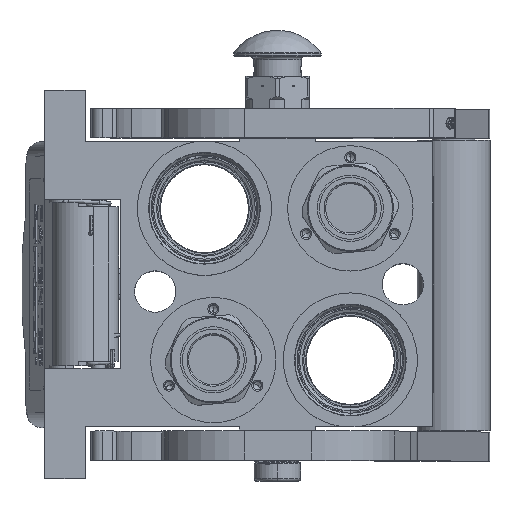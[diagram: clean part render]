
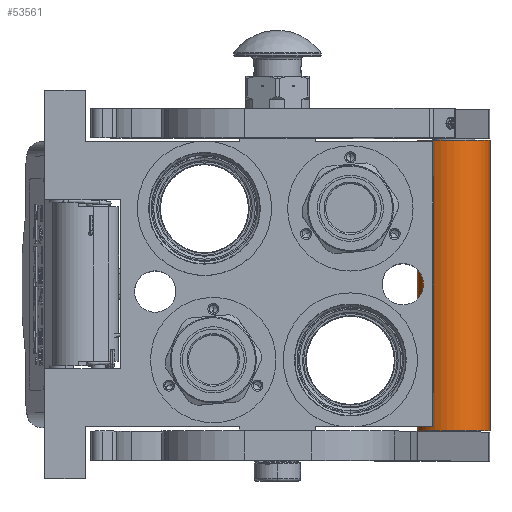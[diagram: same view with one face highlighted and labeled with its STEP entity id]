
A CAD part, top view. The second image highlights one B-rep face of the part: STEP entity #53561.
In plain terms, the highlighted cylindrical face has radius 12.5 mm (diameter 25 mm), a partial arc.
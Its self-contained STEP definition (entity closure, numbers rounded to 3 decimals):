
#413 = DIRECTION ( 'NONE',  ( -1., 0., 0. ) ) ;
#1127 = ORIENTED_EDGE ( 'NONE', *, *, #107497, .T. ) ;
#4453 = AXIS2_PLACEMENT_3D ( 'NONE', #123474, #413, #67503 ) ;
#15931 = VERTEX_POINT ( 'NONE', #80444 ) ;
#16779 = CYLINDRICAL_SURFACE ( 'NONE', #4453, 12.5 ) ;
#19909 = EDGE_CURVE ( 'NONE', #20246, #15931, #112730, .T. ) ;
#20246 = VERTEX_POINT ( 'NONE', #20858 ) ;
#20415 = ORIENTED_EDGE ( 'NONE', *, *, #113422, .F. ) ;
#20858 = CARTESIAN_POINT ( 'NONE',  ( 5.25, 12.5, 0. ) ) ;
#23326 = VERTEX_POINT ( 'NONE', #122369 ) ;
#23572 = DIRECTION ( 'NONE',  ( 0., 1., 0. ) ) ;
#25885 = CARTESIAN_POINT ( 'NONE',  ( 5.25, 12.5, 0. ) ) ;
#32516 = ORIENTED_EDGE ( 'NONE', *, *, #81684, .T. ) ;
#40306 = LINE ( 'NONE', #66593, #109068 ) ;
#44184 = DIRECTION ( 'NONE',  ( -1., 0., 0. ) ) ;
#44934 = ORIENTED_EDGE ( 'NONE', *, *, #19909, .F. ) ;
#46991 = DIRECTION ( 'NONE',  ( -1., 0., 0. ) ) ;
#51853 = CARTESIAN_POINT ( 'NONE',  ( 5.25, 0., 0. ) ) ;
#53561 = ADVANCED_FACE ( 'NONE', ( #88460 ), #16779, .T. ) ;
#62779 = CARTESIAN_POINT ( 'NONE',  ( -94.25, -12.5, 0. ) ) ;
#63072 = CIRCLE ( 'NONE', #86664, 12.5 ) ;
#66593 = CARTESIAN_POINT ( 'NONE',  ( 5.25, -12.5, 0. ) ) ;
#67503 = DIRECTION ( 'NONE',  ( 0., -1., 0. ) ) ;
#73145 = DIRECTION ( 'NONE',  ( -1., 0., 0. ) ) ;
#80444 = CARTESIAN_POINT ( 'NONE',  ( -94.25, 12.5, 0. ) ) ;
#81684 = EDGE_CURVE ( 'NONE', #23326, #83621, #40306, .T. ) ;
#83621 = VERTEX_POINT ( 'NONE', #62779 ) ;
#86664 = AXIS2_PLACEMENT_3D ( 'NONE', #51853, #73145, #23572 ) ;
#88460 = FACE_OUTER_BOUND ( 'NONE', #118780, .T. ) ;
#91527 = CIRCLE ( 'NONE', #112805, 12.5 ) ;
#93260 = CARTESIAN_POINT ( 'NONE',  ( -94.25, 0., 0. ) ) ;
#107497 = EDGE_CURVE ( 'NONE', #20246, #23326, #63072, .T. ) ;
#109068 = VECTOR ( 'NONE', #46991, 1000. ) ;
#112730 = LINE ( 'NONE', #25885, #118842 ) ;
#112805 = AXIS2_PLACEMENT_3D ( 'NONE', #93260, #115837, #114579 ) ;
#113422 = EDGE_CURVE ( 'NONE', #15931, #83621, #91527, .T. ) ;
#114579 = DIRECTION ( 'NONE',  ( 0., 1., 0. ) ) ;
#115837 = DIRECTION ( 'NONE',  ( -1., 0., 0. ) ) ;
#118780 = EDGE_LOOP ( 'NONE', ( #1127, #32516, #20415, #44934 ) ) ;
#118842 = VECTOR ( 'NONE', #44184, 1000. ) ;
#122369 = CARTESIAN_POINT ( 'NONE',  ( 5.25, -12.5, 0. ) ) ;
#123474 = CARTESIAN_POINT ( 'NONE',  ( 0., 0., 0. ) ) ;
